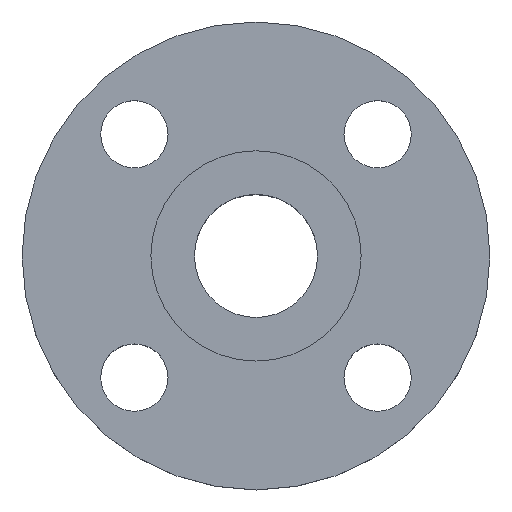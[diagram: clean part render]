
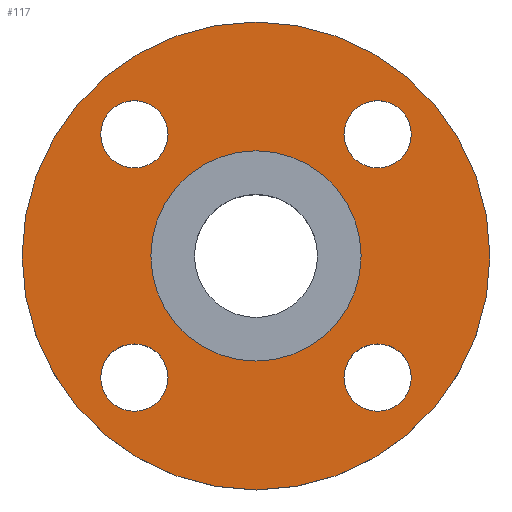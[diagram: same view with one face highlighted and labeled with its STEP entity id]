
A CAD part, top view. The second image highlights one B-rep face of the part: STEP entity #117.
In plain terms, the highlighted planar face has unit normal (0, 0, 1).
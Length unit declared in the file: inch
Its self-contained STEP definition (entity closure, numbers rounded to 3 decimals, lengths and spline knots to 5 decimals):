
#6 = ORIENTED_EDGE ( 'NONE', *, *, #32, .T. ) ;
#13 = FACE_BOUND ( 'NONE', #253, .T. ) ;
#16 = CARTESIAN_POINT ( 'NONE',  ( -1.59099, 1.15099, 0. ) ) ;
#32 = EDGE_CURVE ( 'NONE', #542, #756, #779, .T. ) ;
#33 = DIRECTION ( 'NONE',  ( 1., 0., 0. ) ) ;
#53 = DIRECTION ( 'NONE',  ( 0., -1., 0. ) ) ;
#63 = CARTESIAN_POINT ( 'NONE',  ( -2.03099, -1.59099, 0. ) ) ;
#74 = EDGE_CURVE ( 'NONE', #219, #116, #163, .T. ) ;
#80 = FACE_BOUND ( 'NONE', #432, .T. ) ;
#81 = CIRCLE ( 'NONE', #133, 0.44 ) ;
#88 = CARTESIAN_POINT ( 'NONE',  ( 0., 0., 0. ) ) ;
#89 = ORIENTED_EDGE ( 'NONE', *, *, #641, .F. ) ;
#93 = DIRECTION ( 'NONE',  ( 0., 0., 1. ) ) ;
#98 = AXIS2_PLACEMENT_3D ( 'NONE', #643, #93, #344 ) ;
#112 = ORIENTED_EDGE ( 'NONE', *, *, #744, .F. ) ;
#116 = VERTEX_POINT ( 'NONE', #512 ) ;
#117 = ADVANCED_FACE ( 'NONE', ( #631, #80, #335, #13, #274, #404 ), #637, .T. ) ;
#123 = CIRCLE ( 'NONE', #150, 0.44 ) ;
#133 = AXIS2_PLACEMENT_3D ( 'NONE', #358, #661, #597 ) ;
#146 = CARTESIAN_POINT ( 'NONE',  ( 0., 0., 0. ) ) ;
#150 = AXIS2_PLACEMENT_3D ( 'NONE', #781, #308, #544 ) ;
#155 = EDGE_CURVE ( 'NONE', #248, #172, #620, .T. ) ;
#162 = CARTESIAN_POINT ( 'NONE',  ( -1.59099, -1.59099, 0. ) ) ;
#163 = CIRCLE ( 'NONE', #98, 0.44 ) ;
#172 = VERTEX_POINT ( 'NONE', #642 ) ;
#179 = CARTESIAN_POINT ( 'NONE',  ( 1.59099, -1.59099, 0. ) ) ;
#184 = EDGE_LOOP ( 'NONE', ( #499, #509 ) ) ;
#185 = DIRECTION ( 'NONE',  ( 0., 1., 0. ) ) ;
#189 = CIRCLE ( 'NONE', #550, 0.44 ) ;
#190 = DIRECTION ( 'NONE',  ( 0., 0., 1. ) ) ;
#191 = AXIS2_PLACEMENT_3D ( 'NONE', #812, #503, #356 ) ;
#213 = CARTESIAN_POINT ( 'NONE',  ( 1.59099, 1.59099, 0. ) ) ;
#219 = VERTEX_POINT ( 'NONE', #799 ) ;
#222 = CARTESIAN_POINT ( 'NONE',  ( 1.375, 0., 0. ) ) ;
#229 = VERTEX_POINT ( 'NONE', #63 ) ;
#244 = VERTEX_POINT ( 'NONE', #656 ) ;
#247 = DIRECTION ( 'NONE',  ( 1., 0., 0. ) ) ;
#248 = VERTEX_POINT ( 'NONE', #16 ) ;
#253 = EDGE_LOOP ( 'NONE', ( #387, #112 ) ) ;
#266 = AXIS2_PLACEMENT_3D ( 'NONE', #681, #190, #484 ) ;
#274 = FACE_BOUND ( 'NONE', #184, .T. ) ;
#286 = CIRCLE ( 'NONE', #538, 0.44 ) ;
#292 = DIRECTION ( 'NONE',  ( 0., 0., 1. ) ) ;
#308 = DIRECTION ( 'NONE',  ( 0., 0., 1. ) ) ;
#309 = EDGE_CURVE ( 'NONE', #564, #598, #435, .T. ) ;
#315 = DIRECTION ( 'NONE',  ( 0., 0., 1. ) ) ;
#326 = EDGE_LOOP ( 'NONE', ( #671, #6 ) ) ;
#330 = DIRECTION ( 'NONE',  ( 1., 0., 0. ) ) ;
#335 = FACE_BOUND ( 'NONE', #342, .T. ) ;
#337 = EDGE_CURVE ( 'NONE', #345, #229, #81, .T. ) ;
#342 = EDGE_LOOP ( 'NONE', ( #683, #409 ) ) ;
#344 = DIRECTION ( 'NONE',  ( 0., -1., 0. ) ) ;
#345 = VERTEX_POINT ( 'NONE', #707 ) ;
#353 = VERTEX_POINT ( 'NONE', #731 ) ;
#356 = DIRECTION ( 'NONE',  ( 0., 1., 0. ) ) ;
#358 = CARTESIAN_POINT ( 'NONE',  ( -1.59099, -1.59099, 0. ) ) ;
#361 = DIRECTION ( 'NONE',  ( 0., 0., 1. ) ) ;
#367 = ORIENTED_EDGE ( 'NONE', *, *, #74, .F. ) ;
#370 = EDGE_CURVE ( 'NONE', #172, #248, #189, .T. ) ;
#373 = ORIENTED_EDGE ( 'NONE', *, *, #337, .F. ) ;
#379 = EDGE_LOOP ( 'NONE', ( #89, #367 ) ) ;
#387 = ORIENTED_EDGE ( 'NONE', *, *, #398, .F. ) ;
#389 = DIRECTION ( 'NONE',  ( 1., 0., 0. ) ) ;
#398 = EDGE_CURVE ( 'NONE', #244, #353, #588, .T. ) ;
#404 = FACE_OUTER_BOUND ( 'NONE', #326, .T. ) ;
#409 = ORIENTED_EDGE ( 'NONE', *, *, #155, .F. ) ;
#410 = CARTESIAN_POINT ( 'NONE',  ( -3.06, 0., 0. ) ) ;
#413 = CIRCLE ( 'NONE', #266, 3.06 ) ;
#422 = DIRECTION ( 'NONE',  ( 0., 0., 1. ) ) ;
#432 = EDGE_LOOP ( 'NONE', ( #740, #373 ) ) ;
#435 = CIRCLE ( 'NONE', #729, 1.375 ) ;
#459 = DIRECTION ( 'NONE',  ( 0., 0., 1. ) ) ;
#472 = AXIS2_PLACEMENT_3D ( 'NONE', #179, #422, #53 ) ;
#483 = CARTESIAN_POINT ( 'NONE',  ( -1.375, 0., 0. ) ) ;
#484 = DIRECTION ( 'NONE',  ( 1., 0., 0. ) ) ;
#486 = AXIS2_PLACEMENT_3D ( 'NONE', #213, #459, #389 ) ;
#499 = ORIENTED_EDGE ( 'NONE', *, *, #652, .F. ) ;
#503 = DIRECTION ( 'NONE',  ( 0., 0., 1. ) ) ;
#509 = ORIENTED_EDGE ( 'NONE', *, *, #309, .F. ) ;
#512 = CARTESIAN_POINT ( 'NONE',  ( 1.59099, -2.03099, 0. ) ) ;
#516 = DIRECTION ( 'NONE',  ( 0., 0., 1. ) ) ;
#537 = AXIS2_PLACEMENT_3D ( 'NONE', #553, #315, #247 ) ;
#538 = AXIS2_PLACEMENT_3D ( 'NONE', #162, #361, #600 ) ;
#540 = CARTESIAN_POINT ( 'NONE',  ( 3.06, 0., 0. ) ) ;
#542 = VERTEX_POINT ( 'NONE', #410 ) ;
#544 = DIRECTION ( 'NONE',  ( 1., 0., 0. ) ) ;
#550 = AXIS2_PLACEMENT_3D ( 'NONE', #669, #608, #185 ) ;
#553 = CARTESIAN_POINT ( 'NONE',  ( 0., 0., 0. ) ) ;
#564 = VERTEX_POINT ( 'NONE', #222 ) ;
#588 = CIRCLE ( 'NONE', #486, 0.44 ) ;
#597 = DIRECTION ( 'NONE',  ( -1., 0., 0. ) ) ;
#598 = VERTEX_POINT ( 'NONE', #483 ) ;
#600 = DIRECTION ( 'NONE',  ( -1., 0., 0. ) ) ;
#608 = DIRECTION ( 'NONE',  ( 0., 0., 1. ) ) ;
#620 = CIRCLE ( 'NONE', #191, 0.44 ) ;
#631 = FACE_BOUND ( 'NONE', #379, .T. ) ;
#637 = PLANE ( 'NONE',  #676 ) ;
#639 = EDGE_CURVE ( 'NONE', #756, #542, #413, .T. ) ;
#641 = EDGE_CURVE ( 'NONE', #116, #219, #717, .T. ) ;
#642 = CARTESIAN_POINT ( 'NONE',  ( -1.59099, 2.03099, 0. ) ) ;
#643 = CARTESIAN_POINT ( 'NONE',  ( 1.59099, -1.59099, 0. ) ) ;
#652 = EDGE_CURVE ( 'NONE', #598, #564, #678, .T. ) ;
#656 = CARTESIAN_POINT ( 'NONE',  ( 2.03099, 1.59099, 0. ) ) ;
#661 = DIRECTION ( 'NONE',  ( 0., 0., 1. ) ) ;
#669 = CARTESIAN_POINT ( 'NONE',  ( -1.59099, 1.59099, 0. ) ) ;
#671 = ORIENTED_EDGE ( 'NONE', *, *, #639, .T. ) ;
#676 = AXIS2_PLACEMENT_3D ( 'NONE', #88, #516, #762 ) ;
#678 = CIRCLE ( 'NONE', #537, 1.375 ) ;
#681 = CARTESIAN_POINT ( 'NONE',  ( 0., 0., 0. ) ) ;
#683 = ORIENTED_EDGE ( 'NONE', *, *, #370, .F. ) ;
#686 = AXIS2_PLACEMENT_3D ( 'NONE', #692, #696, #330 ) ;
#692 = CARTESIAN_POINT ( 'NONE',  ( 0., 0., 0. ) ) ;
#696 = DIRECTION ( 'NONE',  ( 0., 0., 1. ) ) ;
#707 = CARTESIAN_POINT ( 'NONE',  ( -1.15099, -1.59099, 0. ) ) ;
#717 = CIRCLE ( 'NONE', #472, 0.44 ) ;
#729 = AXIS2_PLACEMENT_3D ( 'NONE', #146, #292, #33 ) ;
#731 = CARTESIAN_POINT ( 'NONE',  ( 1.15099, 1.59099, 0. ) ) ;
#740 = ORIENTED_EDGE ( 'NONE', *, *, #774, .F. ) ;
#744 = EDGE_CURVE ( 'NONE', #353, #244, #123, .T. ) ;
#756 = VERTEX_POINT ( 'NONE', #540 ) ;
#762 = DIRECTION ( 'NONE',  ( 1., 0., 0. ) ) ;
#774 = EDGE_CURVE ( 'NONE', #229, #345, #286, .T. ) ;
#779 = CIRCLE ( 'NONE', #686, 3.06 ) ;
#781 = CARTESIAN_POINT ( 'NONE',  ( 1.59099, 1.59099, 0. ) ) ;
#799 = CARTESIAN_POINT ( 'NONE',  ( 1.59099, -1.15099, 0. ) ) ;
#812 = CARTESIAN_POINT ( 'NONE',  ( -1.59099, 1.59099, 0. ) ) ;
